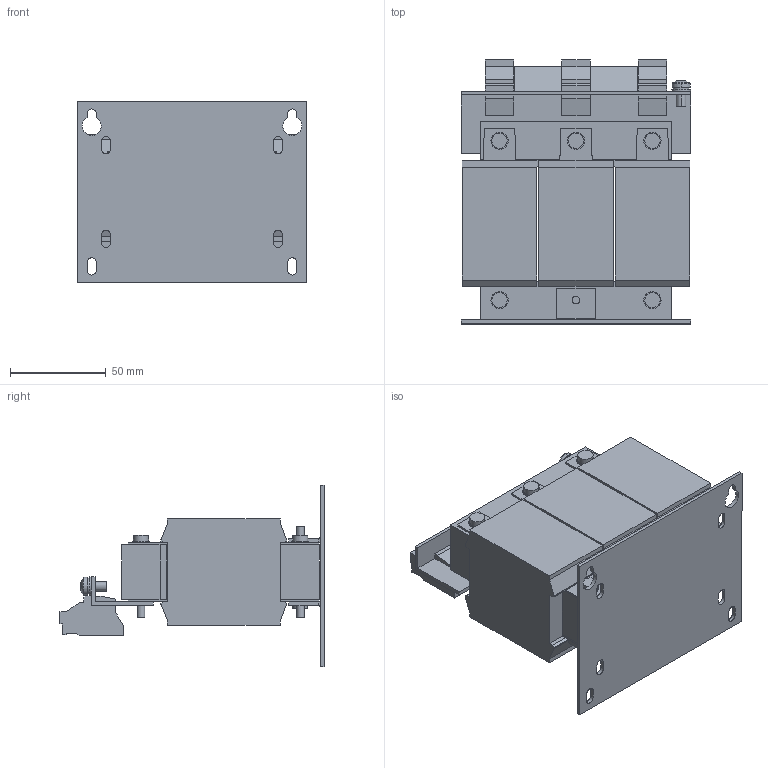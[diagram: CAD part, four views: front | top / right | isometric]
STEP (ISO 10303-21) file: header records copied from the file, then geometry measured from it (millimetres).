
FILE_DESCRIPTION (( 'STEP AP214' ), '1' );
FILE_NAME ('381365.STEP', '2021-09-23T13:16:42', ( '' ), ( '' ), 'SwSTEP 2.0', 'SolidWorks 2018', '' );
FILE_SCHEMA (( 'AUTOMOTIVE_DESIGN' ));
Length unit declared in the file: millimetre
Products named in the file (1): 381365
Bounding box: 120 x 138.12 x 95 mm (x, y, z)
Volume: 587312.1 mm3; surface area: 110472.1 mm2
Topology: 1 solids, 1 shells, 657 faces, 1750 edges, 1147 vertices
Faces by surface type: plane 494, cylinder 96, bspline 57, cone 6, torus 2, sphere 2
Entity records: 22926 total; most frequent: CARTESIAN_POINT 6674, ORIENTED_EDGE 3496, DIRECTION 3056, EDGE_CURVE 1748, VECTOR 1398, LINE 1398, VERTEX_POINT 1147, AXIS2_PLACEMENT_3D 829
